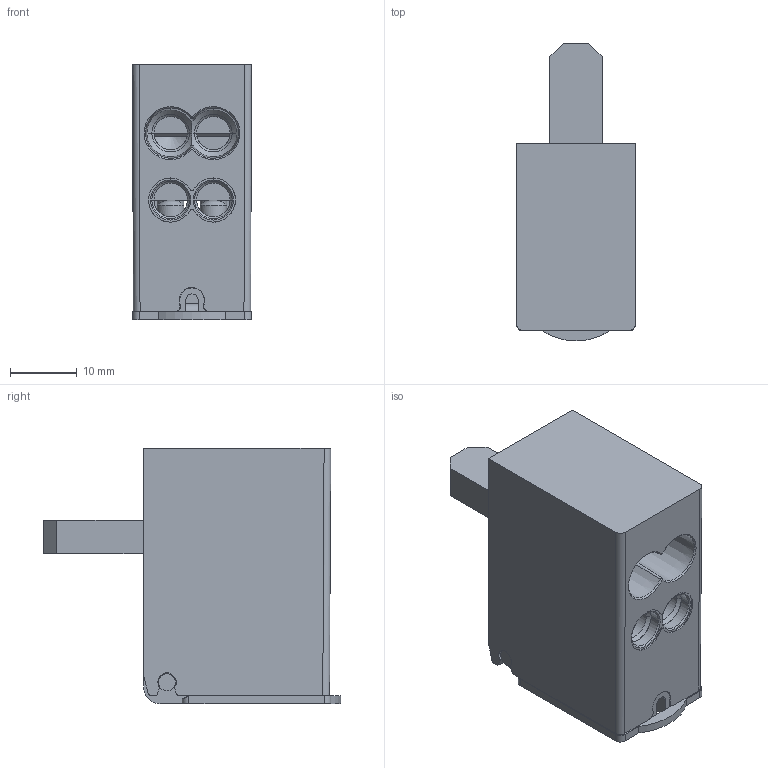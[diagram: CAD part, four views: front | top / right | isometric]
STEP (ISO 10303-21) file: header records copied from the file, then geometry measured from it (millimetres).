
FILE_DESCRIPTION((''),'2;1');
FILE_NAME('5YB576934_ASM','2023-12-04T',('dell'),(''),'PRO/ENGINEER BY PARAMETRIC TECHNOLOGY CORPORATION, 2013230','PRO/ENGINEER BY PARAMETRIC TECHNOLOGY CORPORATION, 2013230','');
FILE_SCHEMA(('AUTOMOTIVE_DESIGN { 1 0 10303 214 1 1 1 1 }'));
Length unit declared in the file: millimetre
Products named in the file (1): 5YB576934_ASM
Bounding box: 17.8 x 44.5 x 38.2 mm (x, y, z)
Volume: 11487.8 mm3; surface area: 10443.7 mm2
Topology: 1 solids, 3 shells, 371 faces, 1030 edges, 652 vertices
Faces by surface type: plane 176, cylinder 131, cone 45, sphere 10, bspline 9
Entity records: 14497 total; most frequent: CARTESIAN_POINT 4329, ORIENTED_EDGE 2024, DIRECTION 1917, EDGE_CURVE 1012, AXIS2_PLACEMENT_3D 662, VERTEX_POINT 652, VECTOR 593, LINE 593
